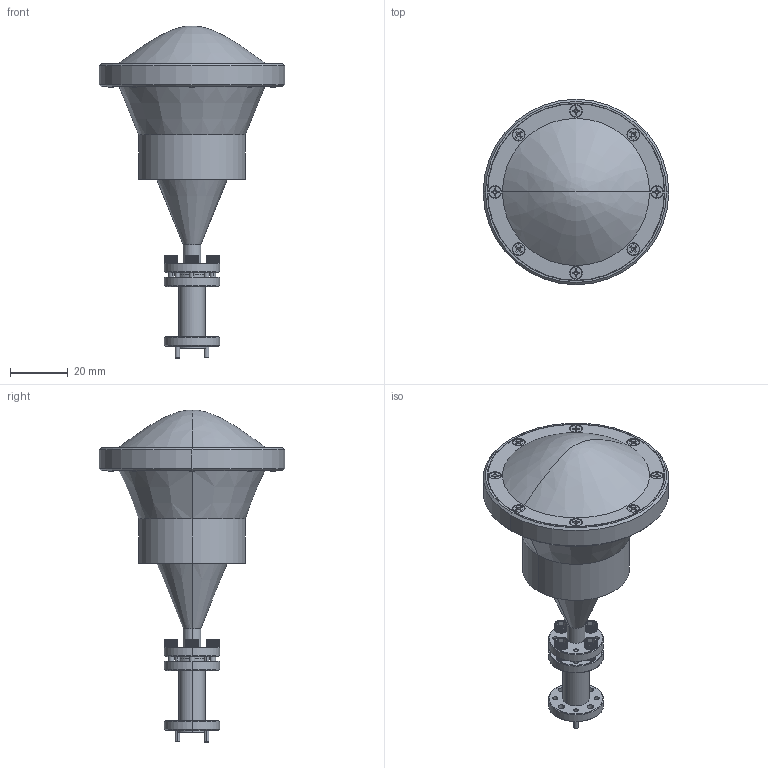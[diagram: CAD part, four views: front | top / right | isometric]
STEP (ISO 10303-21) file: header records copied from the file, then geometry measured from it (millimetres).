
FILE_DESCRIPTION (( 'STEP AP203' ), '1' );
FILE_NAME ('SAQ-903017-10-S1.STEP', '2019-06-19T18:25:04', ( '' ), ( '' ), 'SwSTEP 2.0', 'SolidWorks 2016', '' );
FILE_SCHEMA (( 'CONFIG_CONTROL_DESIGN' ));
Length unit declared in the file: inch
Products named in the file (1): SAQ-903017-10-S1
Bounding box: 64.01 x 64.01 x 114.58 mm (x, y, z)
Volume: 95892.2 mm3; surface area: 25155.2 mm2
Topology: 21 solids, 21 shells, 1430 faces, 3908 edges, 2538 vertices
Faces by surface type: plane 594, cylinder 556, cone 244, bspline 28, torus 8
Entity records: 61695 total; most frequent: CARTESIAN_POINT 28257, ORIENTED_EDGE 7744, DIRECTION 6074, EDGE_CURVE 3872, VERTEX_POINT 2538, AXIS2_PLACEMENT_3D 2323, EDGE_LOOP 1564, FACE_OUTER_BOUND 1430
